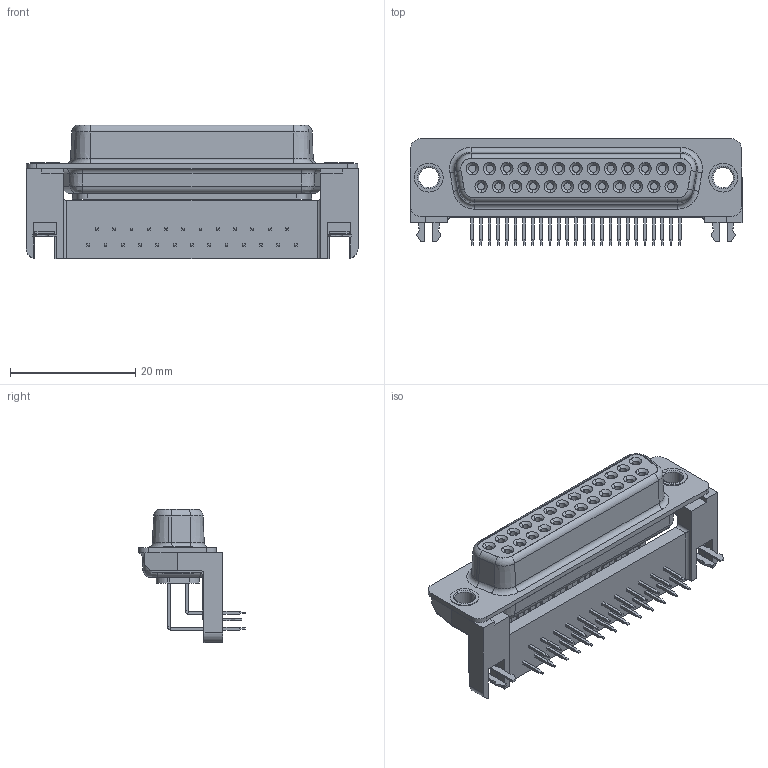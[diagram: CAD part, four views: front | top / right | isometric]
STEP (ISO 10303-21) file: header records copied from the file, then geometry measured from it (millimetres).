
FILE_DESCRIPTION (( 'STEP AP214' ), '1' );
FILE_NAME ('DB25S564GTLF.STEP', '2023-06-27T05:32:52', ( '' ), ( '' ), 'SwSTEP 2.0', 'SolidWorks 2021', '' );
FILE_SCHEMA (( 'AUTOMOTIVE_DESIGN' ));
Length unit declared in the file: millimetre
Products named in the file (2): DB25S564GTLF; DB25S564GTLF--3DModel-STEP-533217
Assembly tree (1 placements, depth 2):
  DB25S564GTLF
    DB25S564GTLF--3DModel-STEP-533217
Bounding box: 53.04 x 16.99 x 21.33 mm (x, y, z)
Volume: 5842.1 mm3; surface area: 6109.4 mm2
Topology: 1 solids, 2 shells, 1207 faces, 2864 edges, 1713 vertices
Faces by surface type: plane 873, cylinder 210, cone 71, torus 41, bspline 12
Entity records: 34555 total; most frequent: CARTESIAN_POINT 6517, DIRECTION 5759, ORIENTED_EDGE 5728, EDGE_CURVE 2864, VECTOR 2221, LINE 2221, AXIS2_PLACEMENT_3D 1769, VERTEX_POINT 1713
